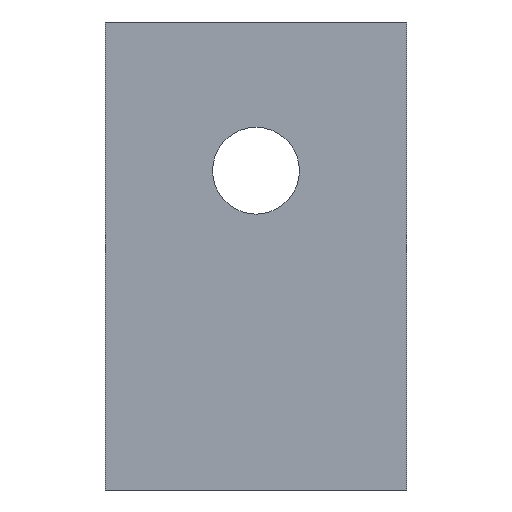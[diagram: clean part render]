
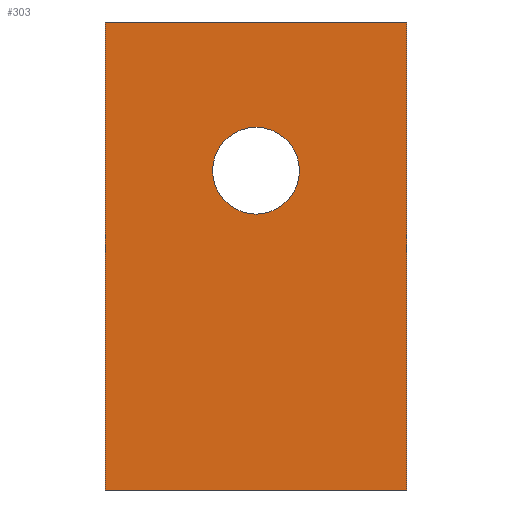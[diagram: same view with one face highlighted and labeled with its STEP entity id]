
A CAD part, front view. The second image highlights one B-rep face of the part: STEP entity #303.
In plain terms, the highlighted planar face has unit normal (0, -1, 0).
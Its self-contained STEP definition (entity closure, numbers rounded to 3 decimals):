
#24=FACE_BOUND('',#73,.T.);
#29=CIRCLE('',#332,2.875);
#49=FACE_OUTER_BOUND('',#72,.T.);
#72=EDGE_LOOP('',(#263,#264,#265,#266));
#73=EDGE_LOOP('',(#267));
#93=LINE('',#480,#123);
#97=LINE('',#494,#127);
#103=LINE('',#506,#133);
#104=LINE('',#508,#134);
#123=VECTOR('',#395,10.);
#127=VECTOR('',#409,10.);
#133=VECTOR('',#423,10.);
#134=VECTOR('',#426,10.);
#149=VERTEX_POINT('',#473);
#150=VERTEX_POINT('',#477);
#151=VERTEX_POINT('',#479);
#155=VERTEX_POINT('',#491);
#156=VERTEX_POINT('',#493);
#180=EDGE_CURVE('',#149,#149,#29,.T.);
#182=EDGE_CURVE('',#150,#151,#93,.T.);
#188=EDGE_CURVE('',#155,#156,#97,.T.);
#195=EDGE_CURVE('',#156,#150,#103,.T.);
#196=EDGE_CURVE('',#155,#151,#104,.T.);
#263=ORIENTED_EDGE('',*,*,#195,.F.);
#264=ORIENTED_EDGE('',*,*,#188,.F.);
#265=ORIENTED_EDGE('',*,*,#196,.T.);
#266=ORIENTED_EDGE('',*,*,#182,.F.);
#267=ORIENTED_EDGE('',*,*,#180,.T.);
#285=PLANE('',#343);
#303=ADVANCED_FACE('',(#49,#24),#285,.T.);
#332=AXIS2_PLACEMENT_3D('',#475,#390,#391);
#343=AXIS2_PLACEMENT_3D('',#507,#424,#425);
#390=DIRECTION('center_axis',(0.,1.,0.));
#391=DIRECTION('ref_axis',(-1.,0.,0.));
#395=DIRECTION('',(1.,0.,0.));
#409=DIRECTION('',(-1.,0.,0.));
#423=DIRECTION('',(0.,0.,1.));
#424=DIRECTION('center_axis',(0.,-1.,0.));
#425=DIRECTION('ref_axis',(-1.,0.,0.));
#426=DIRECTION('',(0.,0.,1.));
#473=CARTESIAN_POINT('',(-7.125,-20.,16.15));
#475=CARTESIAN_POINT('Origin',(-10.,-20.,16.15));
#477=CARTESIAN_POINT('',(-20.,-20.,26.));
#479=CARTESIAN_POINT('',(0.,-20.,26.));
#480=CARTESIAN_POINT('',(0.,-20.,26.));
#491=CARTESIAN_POINT('',(0.,-20.,-5.));
#493=CARTESIAN_POINT('',(-20.,-20.,-5.));
#494=CARTESIAN_POINT('',(0.,-20.,-5.));
#506=CARTESIAN_POINT('',(-20.,-20.,0.));
#507=CARTESIAN_POINT('Origin',(0.,-20.,0.));
#508=CARTESIAN_POINT('',(0.,-20.,0.));
